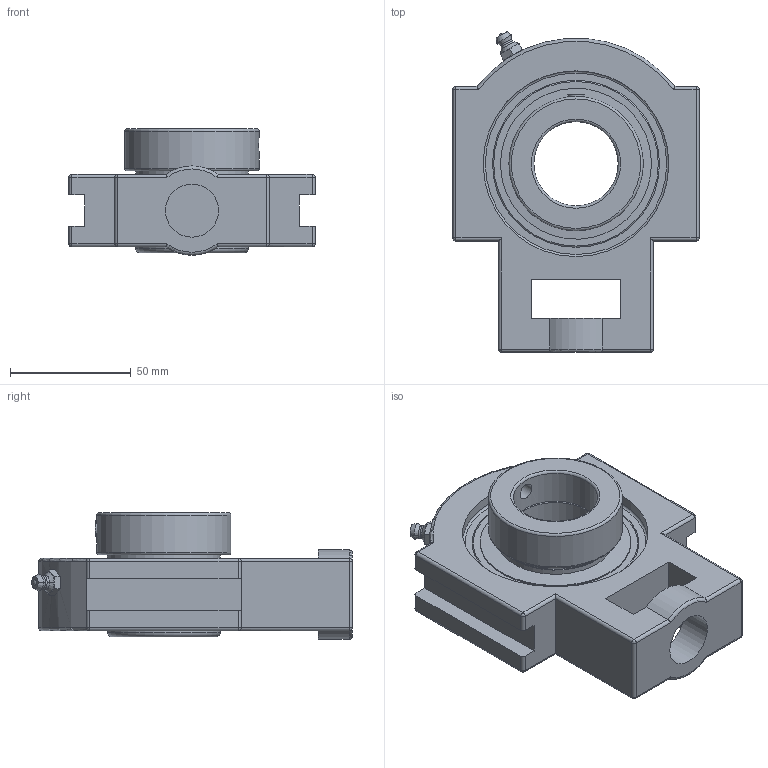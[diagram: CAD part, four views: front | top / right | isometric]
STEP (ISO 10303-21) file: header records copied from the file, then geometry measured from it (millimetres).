
FILE_DESCRIPTION(('HOOPS Exchange Step'),'2;1');
FILE_NAME('export-E4E597CC-DF07-477F-BB92-8D19A88B624B.stp','2019-12-18T08:21:09-08:00',('ibuslach'),('Alibre'),'HOOPS Exchange 2019.2','Alibre','Unknown authorisation');
FILE_SCHEMA( ('AP242_MANAGED_MODEL_BASED_3D_ENGINEERING_MIM_LF {1 0 10303 442 1 1 4 }') );
Length unit declared in the file: centimetre
Products named in the file (8): UCP ZERK 6mm; MRN ST 207; SNC 207-22 COLLAR; SNC 207-22 RACES; SNC 207 SS; SNC 207 SHIELD; MRN SNC 207-22; MRN SNCT 207-22
Assembly tree (8 placements, depth 3):
  MRN SNCT 207-22
    UCP ZERK 6mm
    MRN ST 207
    MRN SNC 207-22
      SNC 207-22 COLLAR
      SNC 207-22 RACES
      SNC 207 SS
      SNC 207 SHIELD  x2
Bounding box: 102 x 132.68 x 52.41 mm (x, y, z)
Volume: 229600.1 mm3; surface area: 74527.9 mm2
Topology: 8 solids, 8 shells, 199 faces, 515 edges, 316 vertices
Faces by surface type: cylinder 73, plane 62, torus 22, sphere 20, cone 18, bspline 4
Full cylindrical faces by diameter (mm): 2.508 x2, 6 x2, 6.782 x3, 22 x1, 34.925 x2, 44.196 x2, 46.672 x2, 46.736 x2, 47.752 x2, 55.601 x1, 59.006 x2, 62.484 x2, 76.902 x2
Entity records: 8838 total; most frequent: CARTESIAN_POINT 3915, DIRECTION 1067, ORIENTED_EDGE 954, EDGE_CURVE 477, AXIS2_PLACEMENT_3D 434, VERTEX_POINT 302, CIRCLE 218, EDGE_LOOP 217
